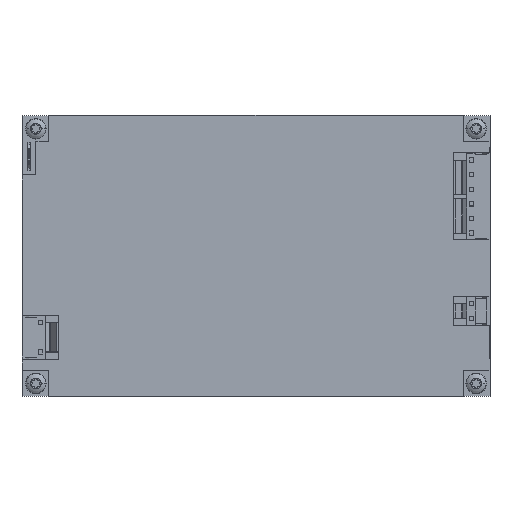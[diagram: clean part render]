
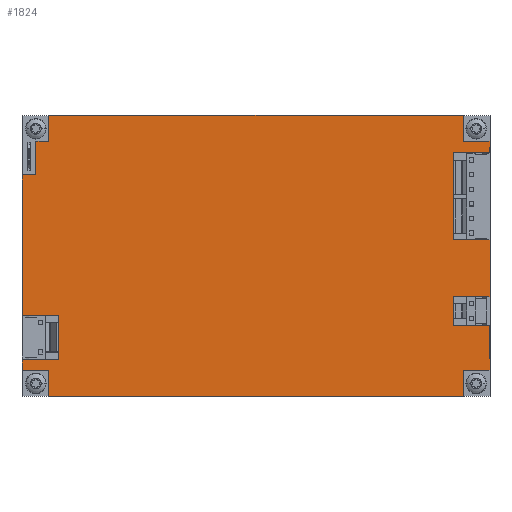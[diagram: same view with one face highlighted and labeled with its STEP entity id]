
A CAD part, top view. The second image highlights one B-rep face of the part: STEP entity #1824.
In plain terms, the highlighted planar face has unit normal (0, 0, 1).
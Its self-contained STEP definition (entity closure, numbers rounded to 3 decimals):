
#956=CARTESIAN_POINT('',(63.5,-18.8,35.4));
#957=VERTEX_POINT('',#956);
#958=CARTESIAN_POINT('',(63.5,-31.05,35.4));
#959=VERTEX_POINT('',#958);
#960=CARTESIAN_POINT('',(63.5,-18.8,35.4));
#961=DIRECTION('',(0.0,-1.0,0.0));
#962=VECTOR('',#961,12.25);
#963=LINE('',#960,#962);
#964=EDGE_CURVE('',#957,#959,#963,.T.);
#996=CARTESIAN_POINT('',(56.25,-31.05,35.4));
#997=VERTEX_POINT('',#996);
#998=CARTESIAN_POINT('',(63.5,-31.05,35.4));
#999=DIRECTION('',(-1.0,0.0,0.0));
#1000=VECTOR('',#999,7.25);
#1001=LINE('',#998,#1000);
#1002=EDGE_CURVE('',#959,#997,#1001,.T.);
#1027=CARTESIAN_POINT('',(56.25,-38.1,35.4));
#1028=VERTEX_POINT('',#1027);
#1029=CARTESIAN_POINT('',(56.25,-31.05,35.4));
#1030=DIRECTION('',(0.0,-1.0,0.0));
#1031=VECTOR('',#1030,7.05);
#1032=LINE('',#1029,#1031);
#1033=EDGE_CURVE('',#997,#1028,#1032,.T.);
#1058=CARTESIAN_POINT('',(-56.25,-38.1,35.4));
#1059=VERTEX_POINT('',#1058);
#1060=CARTESIAN_POINT('',(56.25,-38.1,35.4));
#1061=DIRECTION('',(-1.0,0.0,0.0));
#1062=VECTOR('',#1061,112.5);
#1063=LINE('',#1060,#1062);
#1064=EDGE_CURVE('',#1028,#1059,#1063,.T.);
#1089=CARTESIAN_POINT('',(-56.25,-31.05,35.4));
#1090=VERTEX_POINT('',#1089);
#1091=CARTESIAN_POINT('',(-56.25,-38.1,35.4));
#1092=DIRECTION('',(0.0,1.0,0.0));
#1093=VECTOR('',#1092,7.05);
#1094=LINE('',#1091,#1093);
#1095=EDGE_CURVE('',#1059,#1090,#1094,.T.);
#1120=CARTESIAN_POINT('',(-63.5,-31.05,35.4));
#1121=VERTEX_POINT('',#1120);
#1122=CARTESIAN_POINT('',(-56.25,-31.05,35.4));
#1123=DIRECTION('',(-1.0,0.0,0.0));
#1124=VECTOR('',#1123,7.25);
#1125=LINE('',#1122,#1124);
#1126=EDGE_CURVE('',#1090,#1121,#1125,.T.);
#1151=CARTESIAN_POINT('',(-63.5,-28.219,35.4));
#1152=VERTEX_POINT('',#1151);
#1153=CARTESIAN_POINT('',(-63.5,-31.05,35.4));
#1154=DIRECTION('',(0.0,1.0,0.0));
#1155=VECTOR('',#1154,2.831);
#1156=LINE('',#1153,#1155);
#1157=EDGE_CURVE('',#1121,#1152,#1156,.T.);
#1182=CARTESIAN_POINT('',(-53.492,-28.219,35.4));
#1183=VERTEX_POINT('',#1182);
#1184=CARTESIAN_POINT('',(-63.5,-28.219,35.4));
#1185=DIRECTION('',(1.0,0.0,0.0));
#1186=VECTOR('',#1185,10.008);
#1187=LINE('',#1184,#1186);
#1188=EDGE_CURVE('',#1152,#1183,#1187,.T.);
#1213=CARTESIAN_POINT('',(-53.492,-16.205,35.4));
#1214=VERTEX_POINT('',#1213);
#1215=CARTESIAN_POINT('',(-53.492,-28.219,35.4));
#1216=DIRECTION('',(0.0,1.0,0.0));
#1217=VECTOR('',#1216,12.014);
#1218=LINE('',#1215,#1217);
#1219=EDGE_CURVE('',#1183,#1214,#1218,.T.);
#1244=CARTESIAN_POINT('',(-63.5,-16.205,35.4));
#1245=VERTEX_POINT('',#1244);
#1246=CARTESIAN_POINT('',(-53.492,-16.205,35.4));
#1247=DIRECTION('',(-1.0,0.0,0.0));
#1248=VECTOR('',#1247,10.008);
#1249=LINE('',#1246,#1248);
#1250=EDGE_CURVE('',#1214,#1245,#1249,.T.);
#1275=CARTESIAN_POINT('',(-63.5,21.957,35.4));
#1276=VERTEX_POINT('',#1275);
#1277=CARTESIAN_POINT('',(-63.5,-16.205,35.4));
#1278=DIRECTION('',(0.0,1.0,0.0));
#1279=VECTOR('',#1278,38.162);
#1280=LINE('',#1277,#1279);
#1281=EDGE_CURVE('',#1245,#1276,#1280,.T.);
#1306=CARTESIAN_POINT('',(-59.75,21.957,35.4));
#1307=VERTEX_POINT('',#1306);
#1308=CARTESIAN_POINT('',(-63.5,21.957,35.4));
#1309=DIRECTION('',(1.0,0.0,0.0));
#1310=VECTOR('',#1309,3.75);
#1311=LINE('',#1308,#1310);
#1312=EDGE_CURVE('',#1276,#1307,#1311,.T.);
#1337=CARTESIAN_POINT('',(-59.75,31.05,35.4));
#1338=VERTEX_POINT('',#1337);
#1339=CARTESIAN_POINT('',(-59.75,21.957,35.4));
#1340=DIRECTION('',(0.0,1.0,0.0));
#1341=VECTOR('',#1340,9.093);
#1342=LINE('',#1339,#1341);
#1343=EDGE_CURVE('',#1307,#1338,#1342,.T.);
#1368=CARTESIAN_POINT('',(-56.25,31.05,35.4));
#1369=VERTEX_POINT('',#1368);
#1370=CARTESIAN_POINT('',(-59.75,31.05,35.4));
#1371=DIRECTION('',(1.0,0.0,0.0));
#1372=VECTOR('',#1371,3.5);
#1373=LINE('',#1370,#1372);
#1374=EDGE_CURVE('',#1338,#1369,#1373,.T.);
#1399=CARTESIAN_POINT('',(-56.25,38.1,35.4));
#1400=VERTEX_POINT('',#1399);
#1401=CARTESIAN_POINT('',(-56.25,31.05,35.4));
#1402=DIRECTION('',(0.0,1.0,0.0));
#1403=VECTOR('',#1402,7.05);
#1404=LINE('',#1401,#1403);
#1405=EDGE_CURVE('',#1369,#1400,#1404,.T.);
#1430=CARTESIAN_POINT('',(56.25,38.1,35.4));
#1431=VERTEX_POINT('',#1430);
#1432=CARTESIAN_POINT('',(-56.25,38.1,35.4));
#1433=DIRECTION('',(1.0,0.0,0.0));
#1434=VECTOR('',#1433,112.5);
#1435=LINE('',#1432,#1434);
#1436=EDGE_CURVE('',#1400,#1431,#1435,.T.);
#1461=CARTESIAN_POINT('',(56.25,31.05,35.4));
#1462=VERTEX_POINT('',#1461);
#1463=CARTESIAN_POINT('',(56.25,38.1,35.4));
#1464=DIRECTION('',(0.0,-1.0,0.0));
#1465=VECTOR('',#1464,7.05);
#1466=LINE('',#1463,#1465);
#1467=EDGE_CURVE('',#1431,#1462,#1466,.T.);
#1492=CARTESIAN_POINT('',(63.5,31.05,35.4));
#1493=VERTEX_POINT('',#1492);
#1494=CARTESIAN_POINT('',(56.25,31.05,35.4));
#1495=DIRECTION('',(1.0,0.0,0.0));
#1496=VECTOR('',#1495,7.25);
#1497=LINE('',#1494,#1496);
#1498=EDGE_CURVE('',#1462,#1493,#1497,.T.);
#1523=CARTESIAN_POINT('',(63.5,27.975,35.4));
#1524=VERTEX_POINT('',#1523);
#1525=CARTESIAN_POINT('',(63.5,31.05,35.4));
#1526=DIRECTION('',(0.0,-1.0,0.0));
#1527=VECTOR('',#1526,3.075);
#1528=LINE('',#1525,#1527);
#1529=EDGE_CURVE('',#1493,#1524,#1528,.T.);
#1554=CARTESIAN_POINT('',(53.492,27.975,35.4));
#1555=VERTEX_POINT('',#1554);
#1556=CARTESIAN_POINT('',(63.5,27.975,35.4));
#1557=DIRECTION('',(-1.0,0.0,0.0));
#1558=VECTOR('',#1557,10.008);
#1559=LINE('',#1556,#1558);
#1560=EDGE_CURVE('',#1524,#1555,#1559,.T.);
#1585=CARTESIAN_POINT('',(53.492,4.318,35.4));
#1586=VERTEX_POINT('',#1585);
#1587=CARTESIAN_POINT('',(53.492,27.975,35.4));
#1588=DIRECTION('',(0.0,-1.0,0.0));
#1589=VECTOR('',#1588,23.657);
#1590=LINE('',#1587,#1589);
#1591=EDGE_CURVE('',#1555,#1586,#1590,.T.);
#1616=CARTESIAN_POINT('',(63.5,4.318,35.4));
#1617=VERTEX_POINT('',#1616);
#1618=CARTESIAN_POINT('',(53.492,4.318,35.4));
#1619=DIRECTION('',(1.0,0.0,0.0));
#1620=VECTOR('',#1619,10.008);
#1621=LINE('',#1618,#1620);
#1622=EDGE_CURVE('',#1586,#1617,#1621,.T.);
#1647=CARTESIAN_POINT('',(63.5,-11.028,35.4));
#1648=VERTEX_POINT('',#1647);
#1649=CARTESIAN_POINT('',(63.5,4.318,35.4));
#1650=DIRECTION('',(0.0,-1.0,0.0));
#1651=VECTOR('',#1650,15.346);
#1652=LINE('',#1649,#1651);
#1653=EDGE_CURVE('',#1617,#1648,#1652,.T.);
#1678=CARTESIAN_POINT('',(53.492,-11.028,35.4));
#1679=VERTEX_POINT('',#1678);
#1680=CARTESIAN_POINT('',(63.5,-11.028,35.4));
#1681=DIRECTION('',(-1.0,0.0,0.0));
#1682=VECTOR('',#1681,10.008);
#1683=LINE('',#1680,#1682);
#1684=EDGE_CURVE('',#1648,#1679,#1683,.T.);
#1709=CARTESIAN_POINT('',(53.492,-18.8,35.4));
#1710=VERTEX_POINT('',#1709);
#1711=CARTESIAN_POINT('',(53.492,-11.028,35.4));
#1712=DIRECTION('',(0.0,-1.0,0.0));
#1713=VECTOR('',#1712,7.772);
#1714=LINE('',#1711,#1713);
#1715=EDGE_CURVE('',#1679,#1710,#1714,.T.);
#1740=CARTESIAN_POINT('',(53.492,-18.8,35.4));
#1741=DIRECTION('',(1.0,0.0,0.0));
#1742=VECTOR('',#1741,10.008);
#1743=LINE('',#1740,#1742);
#1744=EDGE_CURVE('',#1710,#957,#1743,.T.);
#1791=CARTESIAN_POINT('',(2.167,-0.973,35.4));
#1792=DIRECTION('',(0.0,0.0,1.0));
#1793=DIRECTION('',(1.0,0.0,0.0));
#1794=AXIS2_PLACEMENT_3D('',#1791,#1792,#1793);
#1795=PLANE('',#1794);
#1796=ORIENTED_EDGE('',*,*,#964,.F.);
#1797=ORIENTED_EDGE('',*,*,#1744,.F.);
#1798=ORIENTED_EDGE('',*,*,#1715,.F.);
#1799=ORIENTED_EDGE('',*,*,#1684,.F.);
#1800=ORIENTED_EDGE('',*,*,#1653,.F.);
#1801=ORIENTED_EDGE('',*,*,#1622,.F.);
#1802=ORIENTED_EDGE('',*,*,#1591,.F.);
#1803=ORIENTED_EDGE('',*,*,#1560,.F.);
#1804=ORIENTED_EDGE('',*,*,#1529,.F.);
#1805=ORIENTED_EDGE('',*,*,#1498,.F.);
#1806=ORIENTED_EDGE('',*,*,#1467,.F.);
#1807=ORIENTED_EDGE('',*,*,#1436,.F.);
#1808=ORIENTED_EDGE('',*,*,#1405,.F.);
#1809=ORIENTED_EDGE('',*,*,#1374,.F.);
#1810=ORIENTED_EDGE('',*,*,#1343,.F.);
#1811=ORIENTED_EDGE('',*,*,#1312,.F.);
#1812=ORIENTED_EDGE('',*,*,#1281,.F.);
#1813=ORIENTED_EDGE('',*,*,#1250,.F.);
#1814=ORIENTED_EDGE('',*,*,#1219,.F.);
#1815=ORIENTED_EDGE('',*,*,#1188,.F.);
#1816=ORIENTED_EDGE('',*,*,#1157,.F.);
#1817=ORIENTED_EDGE('',*,*,#1126,.F.);
#1818=ORIENTED_EDGE('',*,*,#1095,.F.);
#1819=ORIENTED_EDGE('',*,*,#1064,.F.);
#1820=ORIENTED_EDGE('',*,*,#1033,.F.);
#1821=ORIENTED_EDGE('',*,*,#1002,.F.);
#1822=EDGE_LOOP('',(#1796,#1797,#1798,#1799,#1800,#1801,#1802,#1803,#1804,#1805,#1806,#1807,#1808,#1809,#1810,#1811,#1812,#1813,#1814,#1815,#1816,#1817,#1818,#1819,#1820,#1821));
#1823=FACE_OUTER_BOUND('',#1822,.T.);
#1824=ADVANCED_FACE('',(#1823),#1795,.T.);
